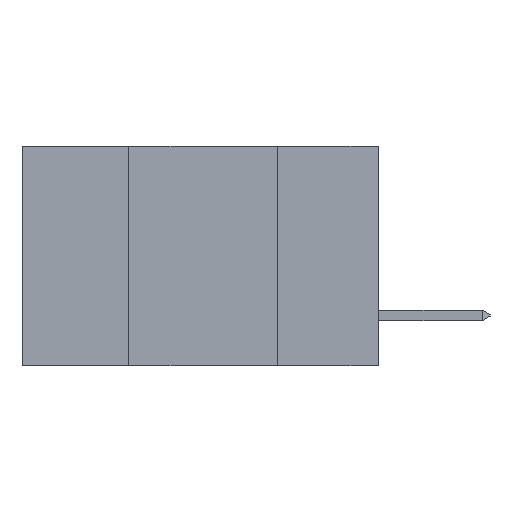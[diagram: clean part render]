
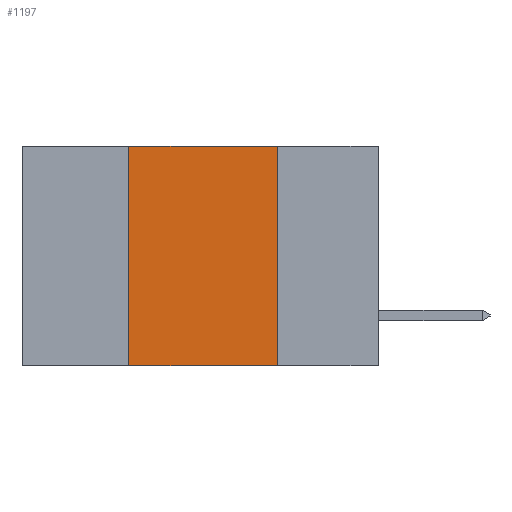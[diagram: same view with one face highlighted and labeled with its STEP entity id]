
A CAD part, left-side view. The second image highlights one B-rep face of the part: STEP entity #1197.
In plain terms, the highlighted planar face has unit normal (-1, 0, 0).
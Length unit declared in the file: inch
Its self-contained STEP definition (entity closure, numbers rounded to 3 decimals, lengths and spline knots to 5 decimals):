
#153 = CARTESIAN_POINT ( 'NONE',  ( 0., 0.17, -0.37 ) ) ;
#675 = CARTESIAN_POINT ( 'NONE',  ( 0., 0.17, 0. ) ) ;
#1197 = ADVANCED_FACE ( 'NONE', ( #6734 ), #3447, .F. ) ;
#1222 = DIRECTION ( 'NONE',  ( 0., -1., 0. ) ) ;
#1352 = CARTESIAN_POINT ( 'NONE',  ( 0., 0.42, -0.37 ) ) ;
#1724 = DIRECTION ( 'NONE',  ( 0., 0., 1. ) ) ;
#1936 = VERTEX_POINT ( 'NONE', #11877 ) ;
#2391 = VERTEX_POINT ( 'NONE', #153 ) ;
#3061 = CARTESIAN_POINT ( 'NONE',  ( 0., 0.42, 0. ) ) ;
#3178 = VECTOR ( 'NONE', #4268, 39.37008 ) ;
#3447 = PLANE ( 'NONE',  #13985 ) ;
#3863 = EDGE_CURVE ( 'NONE', #3946, #2391, #6312, .T. ) ;
#3946 = VERTEX_POINT ( 'NONE', #12756 ) ;
#4268 = DIRECTION ( 'NONE',  ( 0., -1., 0. ) ) ;
#4451 = CARTESIAN_POINT ( 'NONE',  ( 0., 0.6, 0. ) ) ;
#4982 = VECTOR ( 'NONE', #1222, 39.37008 ) ;
#6069 = DIRECTION ( 'NONE',  ( 0., 0., -1. ) ) ;
#6109 = DIRECTION ( 'NONE',  ( 1., 0., 0. ) ) ;
#6246 = EDGE_CURVE ( 'NONE', #13491, #1936, #17324, .T. ) ;
#6312 = LINE ( 'NONE', #675, #16579 ) ;
#6348 = DIRECTION ( 'NONE',  ( 0., 0., -1. ) ) ;
#6734 = FACE_OUTER_BOUND ( 'NONE', #8591, .T. ) ;
#8591 = EDGE_LOOP ( 'NONE', ( #15110, #8979, #17318, #11728 ) ) ;
#8979 = ORIENTED_EDGE ( 'NONE', *, *, #12365, .F. ) ;
#9046 = LINE ( 'NONE', #13277, #4982 ) ;
#9576 = LINE ( 'NONE', #12367, #3178 ) ;
#10295 = VECTOR ( 'NONE', #1724, 39.37008 ) ;
#11728 = ORIENTED_EDGE ( 'NONE', *, *, #14062, .T. ) ;
#11877 = CARTESIAN_POINT ( 'NONE',  ( 0., 0.42, 0. ) ) ;
#12365 = EDGE_CURVE ( 'NONE', #1936, #3946, #9576, .T. ) ;
#12367 = CARTESIAN_POINT ( 'NONE',  ( 0., 0.6, 0. ) ) ;
#12756 = CARTESIAN_POINT ( 'NONE',  ( 0., 0.17, 0. ) ) ;
#13277 = CARTESIAN_POINT ( 'NONE',  ( 0., 0.6, -0.37 ) ) ;
#13491 = VERTEX_POINT ( 'NONE', #1352 ) ;
#13985 = AXIS2_PLACEMENT_3D ( 'NONE', #4451, #6109, #6069 ) ;
#14062 = EDGE_CURVE ( 'NONE', #13491, #2391, #9046, .T. ) ;
#15110 = ORIENTED_EDGE ( 'NONE', *, *, #3863, .F. ) ;
#16579 = VECTOR ( 'NONE', #6348, 39.37008 ) ;
#17318 = ORIENTED_EDGE ( 'NONE', *, *, #6246, .F. ) ;
#17324 = LINE ( 'NONE', #3061, #10295 ) ;
